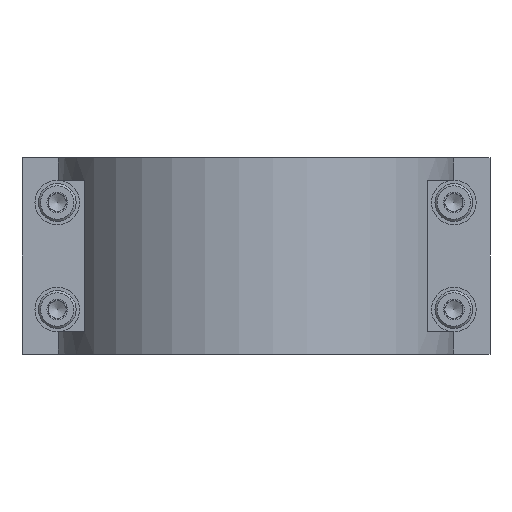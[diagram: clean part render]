
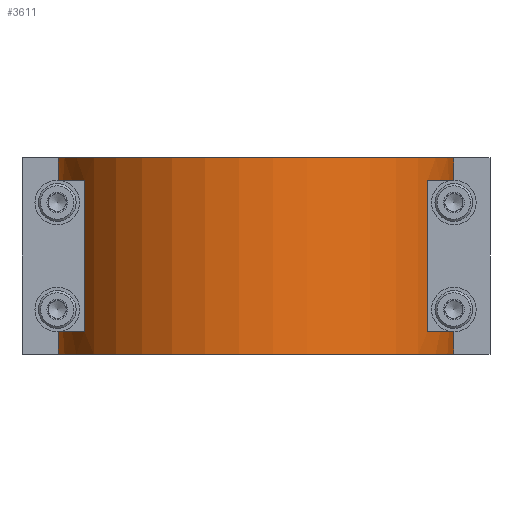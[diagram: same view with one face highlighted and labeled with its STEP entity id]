
A CAD part, front view. The second image highlights one B-rep face of the part: STEP entity #3611.
In plain terms, the highlighted cylindrical face has radius 44.5 mm (diameter 89 mm), a partial arc.
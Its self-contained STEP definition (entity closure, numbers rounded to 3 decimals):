
#432=CIRCLE('',#4016,44.5);
#433=CIRCLE('',#4018,44.5);
#434=CIRCLE('',#4020,44.5);
#435=CIRCLE('',#4023,44.5);
#436=CIRCLE('',#4025,44.5);
#437=CIRCLE('',#4026,44.5);
#638=FACE_OUTER_BOUND('',#874,.T.);
#874=EDGE_LOOP('',(#3254,#3255,#3256,#3257,#3258,#3259,#3260,#3261,#3262,
#3263,#3264,#3265));
#1204=LINE('',#11757,#1420);
#1212=LINE('',#11780,#1428);
#1216=LINE('',#11790,#1432);
#1217=LINE('',#11793,#1433);
#1218=LINE('',#11795,#1434);
#1219=LINE('',#11798,#1435);
#1420=VECTOR('',#4910,10.);
#1428=VECTOR('',#4932,10.);
#1432=VECTOR('',#4942,10.);
#1433=VECTOR('',#4945,10.);
#1434=VECTOR('',#4946,10.);
#1435=VECTOR('',#4949,10.);
#1753=VERTEX_POINT('',#11755);
#1754=VERTEX_POINT('',#11756);
#1757=VERTEX_POINT('',#11764);
#1758=VERTEX_POINT('',#11768);
#1759=VERTEX_POINT('',#11772);
#1760=VERTEX_POINT('',#11773);
#1762=VERTEX_POINT('',#11779);
#1764=VERTEX_POINT('',#11785);
#1765=VERTEX_POINT('',#11789);
#1766=VERTEX_POINT('',#11791);
#1767=VERTEX_POINT('',#11794);
#1768=VERTEX_POINT('',#11796);
#2254=EDGE_CURVE('',#1753,#1754,#1204,.T.);
#2258=EDGE_CURVE('',#1754,#1757,#432,.T.);
#2260=EDGE_CURVE('',#1758,#1753,#433,.T.);
#2262=EDGE_CURVE('',#1759,#1760,#434,.T.);
#2265=EDGE_CURVE('',#1760,#1762,#1212,.T.);
#2268=EDGE_CURVE('',#1762,#1764,#435,.T.);
#2270=EDGE_CURVE('',#1757,#1765,#1216,.T.);
#2271=EDGE_CURVE('',#1766,#1765,#436,.T.);
#2272=EDGE_CURVE('',#1759,#1766,#1217,.T.);
#2273=EDGE_CURVE('',#1767,#1764,#1218,.T.);
#2274=EDGE_CURVE('',#1768,#1767,#437,.T.);
#2275=EDGE_CURVE('',#1768,#1758,#1219,.T.);
#3254=ORIENTED_EDGE('',*,*,#2260,.T.);
#3255=ORIENTED_EDGE('',*,*,#2254,.T.);
#3256=ORIENTED_EDGE('',*,*,#2258,.T.);
#3257=ORIENTED_EDGE('',*,*,#2270,.T.);
#3258=ORIENTED_EDGE('',*,*,#2271,.F.);
#3259=ORIENTED_EDGE('',*,*,#2272,.F.);
#3260=ORIENTED_EDGE('',*,*,#2262,.T.);
#3261=ORIENTED_EDGE('',*,*,#2265,.T.);
#3262=ORIENTED_EDGE('',*,*,#2268,.T.);
#3263=ORIENTED_EDGE('',*,*,#2273,.F.);
#3264=ORIENTED_EDGE('',*,*,#2274,.F.);
#3265=ORIENTED_EDGE('',*,*,#2275,.T.);
#3411=CYLINDRICAL_SURFACE('',#4024,44.5);
#3611=ADVANCED_FACE('',(#638),#3411,.T.);
#4016=AXIS2_PLACEMENT_3D('',#11765,#4916,#4917);
#4018=AXIS2_PLACEMENT_3D('',#11769,#4921,#4922);
#4020=AXIS2_PLACEMENT_3D('',#11774,#4926,#4927);
#4023=AXIS2_PLACEMENT_3D('',#11786,#4937,#4938);
#4024=AXIS2_PLACEMENT_3D('',#11788,#4940,#4941);
#4025=AXIS2_PLACEMENT_3D('',#11792,#4943,#4944);
#4026=AXIS2_PLACEMENT_3D('',#11797,#4947,#4948);
#4910=DIRECTION('',(0.,0.,-1.));
#4916=DIRECTION('center_axis',(0.,0.,-1.));
#4917=DIRECTION('ref_axis',(-0.996,-0.09,0.));
#4921=DIRECTION('center_axis',(0.,0.,1.));
#4922=DIRECTION('ref_axis',(-0.996,-0.09,0.));
#4926=DIRECTION('center_axis',(0.,0.,-1.));
#4927=DIRECTION('ref_axis',(-0.996,-0.09,0.));
#4932=DIRECTION('',(0.,0.,1.));
#4937=DIRECTION('center_axis',(0.,0.,1.));
#4938=DIRECTION('ref_axis',(-0.996,-0.09,0.));
#4940=DIRECTION('center_axis',(0.,0.,-1.));
#4941=DIRECTION('ref_axis',(-0.996,-0.09,0.));
#4942=DIRECTION('',(0.,0.,-1.));
#4943=DIRECTION('center_axis',(0.,0.,-1.));
#4944=DIRECTION('ref_axis',(-0.996,-0.09,0.));
#4945=DIRECTION('',(0.,0.,-1.));
#4946=DIRECTION('',(0.,0.,-1.));
#4947=DIRECTION('center_axis',(0.,0.,1.));
#4948=DIRECTION('ref_axis',(-0.996,-0.09,0.));
#4949=DIRECTION('',(0.,0.,-1.));
#11755=CARTESIAN_POINT('',(-38.5,-22.316,17.));
#11756=CARTESIAN_POINT('',(-38.5,-22.316,-17.));
#11757=CARTESIAN_POINT('',(-38.5,-22.316,22.));
#11764=CARTESIAN_POINT('',(-44.32,-4.,-17.));
#11765=CARTESIAN_POINT('Origin',(0.,0.,-17.));
#11768=CARTESIAN_POINT('',(-44.32,-4.,17.));
#11769=CARTESIAN_POINT('Origin',(0.,0.,17.));
#11772=CARTESIAN_POINT('',(44.32,-4.,-17.));
#11773=CARTESIAN_POINT('',(38.5,-22.316,-17.));
#11774=CARTESIAN_POINT('Origin',(0.,0.,-17.));
#11779=CARTESIAN_POINT('',(38.5,-22.316,17.));
#11780=CARTESIAN_POINT('',(38.5,-22.316,22.));
#11785=CARTESIAN_POINT('',(44.32,-4.,17.));
#11786=CARTESIAN_POINT('Origin',(0.,0.,17.));
#11788=CARTESIAN_POINT('Origin',(0.,0.,22.));
#11789=CARTESIAN_POINT('',(-44.32,-4.,-22.));
#11790=CARTESIAN_POINT('',(-44.32,-4.,22.));
#11791=CARTESIAN_POINT('',(44.32,-4.,-22.));
#11792=CARTESIAN_POINT('Origin',(0.,0.,-22.));
#11793=CARTESIAN_POINT('',(44.32,-4.,22.));
#11794=CARTESIAN_POINT('',(44.32,-4.,22.));
#11795=CARTESIAN_POINT('',(44.32,-4.,22.));
#11796=CARTESIAN_POINT('',(-44.32,-4.,22.));
#11797=CARTESIAN_POINT('Origin',(0.,0.,22.));
#11798=CARTESIAN_POINT('',(-44.32,-4.,22.));
